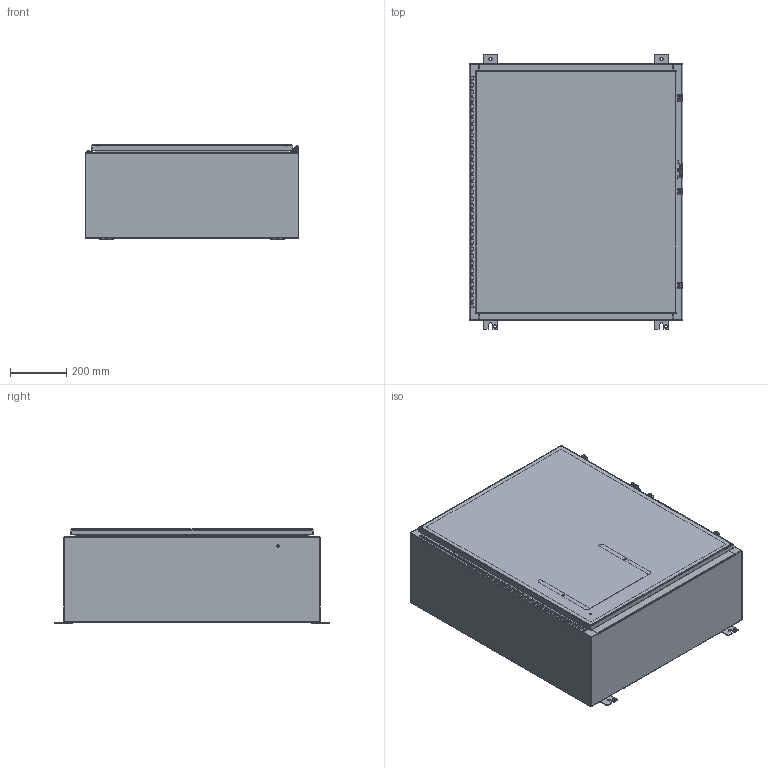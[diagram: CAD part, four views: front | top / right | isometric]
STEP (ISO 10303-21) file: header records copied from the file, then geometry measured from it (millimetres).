
FILE_DESCRIPTION (( 'STEP AP203' ), '1' );
FILE_NAME ('SCE-36H3012SS6LP.step', '2021-02-09T16:07:56', ( 'ADC123' ), ( 'Microsoft' ), 'SwSTEP 2.0', 'SolidWorks 2019', '' );
FILE_SCHEMA (( 'CONFIG_CONTROL_DESIGN' ));
Products named in the file (1): SCE-36H3012SS6LP
Bounding box: 762 x 977.9 x 335.48 mm (x, y, z)
Surface area: 6875705.4 mm2 (no closed solid volume)
Topology: 0 solids, 58 shells, 4019 faces, 11059 edges, 6902 vertices
Faces by surface type: plane 1647, bspline 1467, cylinder 844, cone 60, torus 1
Full cylindrical faces by diameter (mm): 3.175 x1, 3.962 x1, 4.064 x2, 4.318 x1, 4.775 x5, 4.826 x5, 4.902 x5, 5.156 x2, 6.299 x13, 6.35 x3, 6.363 x6, 6.502 x5, 7.137 x4, 8.433 x6, 9.296 x6, 9.322 x6, 11.112 x8, 12.7 x6, 12.878 x3, 14.288 x6
Entity records: 217276 total; most frequent: CARTESIAN_POINT 133004, ORIENTED_EDGE 20713, DIRECTION 12366, EDGE_CURVE 10366, VERTEX_POINT 6743, EDGE_LOOP 4413, B_SPLINE_CURVE_WITH_KNOTS 4271, AXIS2_PLACEMENT_3D 4258
